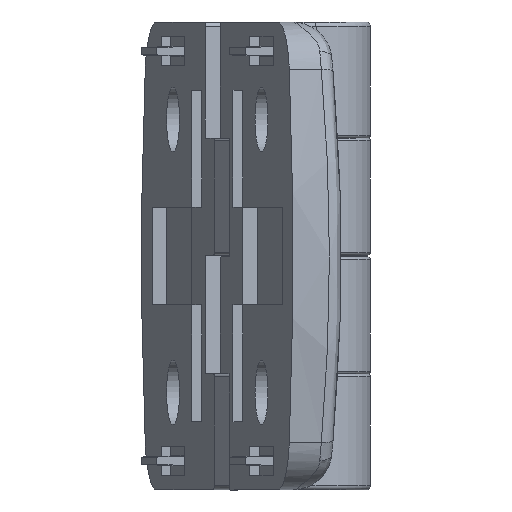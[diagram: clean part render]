
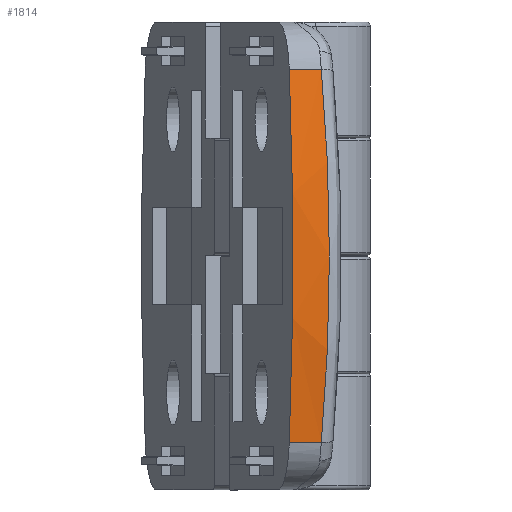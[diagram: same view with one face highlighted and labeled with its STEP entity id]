
A CAD part, left-side view. The second image highlights one B-rep face of the part: STEP entity #1814.
In plain terms, the highlighted cylindrical face has radius 100 mm (diameter 200 mm), a partial arc.
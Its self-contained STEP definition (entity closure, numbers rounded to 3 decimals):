
#64=LINE($,#2694,#190);
#65=LINE($,#2697,#191);
#190=VECTOR($,#2162,3.351);
#191=VECTOR($,#2165,3.351);
#328=B_SPLINE_CURVE_WITH_KNOTS($,3,(#2678,#2679,#2680,#2681,#2682,#2683),
 .UNSPECIFIED.,.F.,.F.,(4,2,4),(0.004,0.014,
0.024),.UNSPECIFIED.);
#329=B_SPLINE_CURVE_WITH_KNOTS($,3,(#2685,#2686,#2687,#2688,#2689,#2690,
#2691,#2692),.UNSPECIFIED.,.F.,.F.,(4,2,2,4),(0.024,0.033,
0.038,0.043),.UNSPECIFIED.);
#530=CYLINDRICAL_SURFACE($,#1949,100.);
#583=FACE_OUTER_BOUND($,#700,.T.);
#700=EDGE_LOOP($,(#1328,#1329,#1330,#1331,#1332));
#828=CIRCLE($,#1950,100.);
#901=VERTEX_POINT($,#2676);
#902=VERTEX_POINT($,#2677);
#903=VERTEX_POINT($,#2684);
#904=VERTEX_POINT($,#2693);
#905=VERTEX_POINT($,#2695);
#1067=EDGE_CURVE($,#901,#902,#328,.T.);
#1068=EDGE_CURVE($,#902,#903,#329,.T.);
#1069=EDGE_CURVE($,#903,#904,#64,.T.);
#1070=EDGE_CURVE($,#904,#905,#828,.T.);
#1071=EDGE_CURVE($,#901,#905,#65,.T.);
#1328=ORIENTED_EDGE($,*,*,#1067,.T.);
#1329=ORIENTED_EDGE($,*,*,#1068,.T.);
#1330=ORIENTED_EDGE($,*,*,#1069,.T.);
#1331=ORIENTED_EDGE($,*,*,#1070,.T.);
#1332=ORIENTED_EDGE($,*,*,#1071,.F.);
#1814=ADVANCED_FACE($,(#583),#530,.T.);
#1949=AXIS2_PLACEMENT_3D($,#2675,#2160,#2161);
#1950=AXIS2_PLACEMENT_3D($,#2696,#2163,#2164);
#2160=DIRECTION('center_axis',(0.,-1.,0.));
#2161=DIRECTION('ref_axis',(0.,0.,-1.));
#2162=DIRECTION($,(0.,-1.,0.));
#2163=DIRECTION('center_axis',(0.,1.,0.));
#2164=DIRECTION('ref_axis',(0.,0.,-1.));
#2165=DIRECTION($,(0.,-1.,0.));
#2675=CARTESIAN_POINT('Origin',(0.,7.9,61.5));
#2676=CARTESIAN_POINT('',(-19.149,3.351,-36.649));
#2677=CARTESIAN_POINT('',(0.,3.818,-38.5));
#2678=CARTESIAN_POINT('Ctrl Pts',(-19.149,3.351,-36.649));
#2679=CARTESIAN_POINT('Ctrl Pts',(-15.972,3.512,-37.269));
#2680=CARTESIAN_POINT('Ctrl Pts',(-12.788,3.628,-37.731));
#2681=CARTESIAN_POINT('Ctrl Pts',(-6.405,3.781,-38.346));
#2682=CARTESIAN_POINT('Ctrl Pts',(-3.206,3.818,-38.5));
#2683=CARTESIAN_POINT('Ctrl Pts',(0.,3.818,
-38.5));
#2684=CARTESIAN_POINT('',(19.149,3.351,-36.649));
#2685=CARTESIAN_POINT('Ctrl Pts',(0.,3.818,
-38.5));
#2686=CARTESIAN_POINT('Ctrl Pts',(3.188,3.818,-38.5));
#2687=CARTESIAN_POINT('Ctrl Pts',(6.382,3.781,-38.348));
#2688=CARTESIAN_POINT('Ctrl Pts',(11.185,3.666,-37.886));
#2689=CARTESIAN_POINT('Ctrl Pts',(12.79,3.618,-37.692));
#2690=CARTESIAN_POINT('Ctrl Pts',(15.98,3.5,-37.228));
#2691=CARTESIAN_POINT('Ctrl Pts',(17.568,3.431,-36.958));
#2692=CARTESIAN_POINT('Ctrl Pts',(19.149,3.351,-36.649));
#2693=CARTESIAN_POINT('',(19.149,0.,-36.649));
#2694=CARTESIAN_POINT($,(19.149,15.9,-36.649));
#2695=CARTESIAN_POINT('',(-19.149,0.,-36.649));
#2696=CARTESIAN_POINT('Origin',(0.,0.,61.5));
#2697=CARTESIAN_POINT($,(-19.149,15.9,-36.649));
